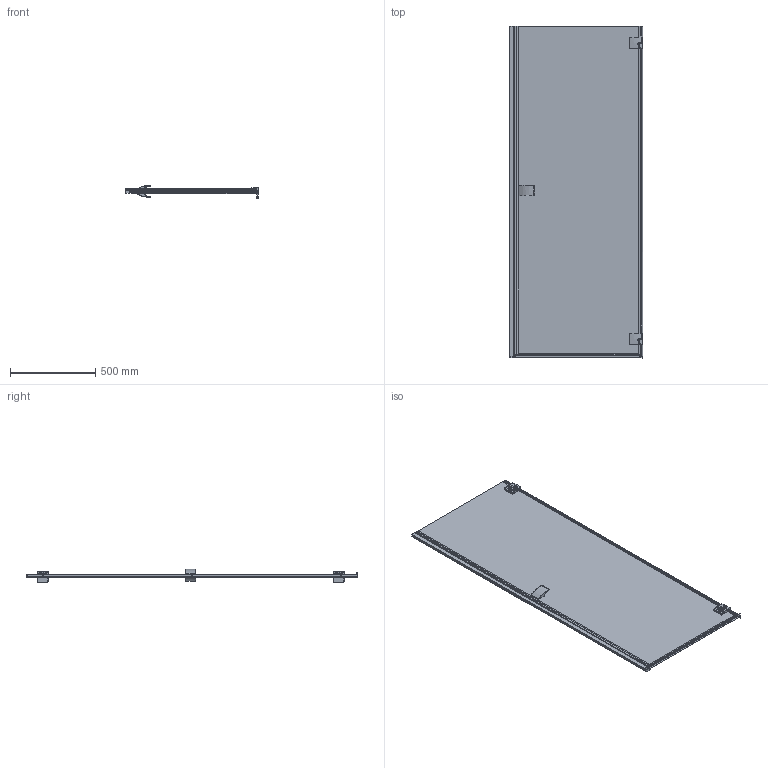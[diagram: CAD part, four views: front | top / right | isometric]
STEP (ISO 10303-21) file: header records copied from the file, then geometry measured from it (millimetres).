
FILE_DESCRIPTION (( 'STEP AP214' ), '1' );
FILE_NAME ('aqe80xr-780x1950.STEP', '2020-04-20T01:48:53', ( '' ), ( '' ), 'SwSTEP 2.0', 'SolidWorks 2016', '' );
FILE_SCHEMA (( 'AUTOMOTIVE_DESIGN' ));
Length unit declared in the file: millimetre
Products named in the file (1): aqe80xr-780x1950
Bounding box: 782.29 x 1951.5 x 77.3 mm (x, y, z)
Volume: 12990907.4 mm3; surface area: 3431859.1 mm2
Topology: 1 solids, 37 shells, 1512 faces, 4270 edges, 2747 vertices
Faces by surface type: plane 822, cylinder 420, bspline 172, torus 71, sphere 20, cone 7
Entity records: 81882 total; most frequent: CARTESIAN_POINT 30277, ORIENTED_EDGE 8516, DIRECTION 6538, EDGE_CURVE 4258, VERTEX_POINT 2747, VECTOR 2190, LINE 2190, AXIS2_PLACEMENT_3D 2174
